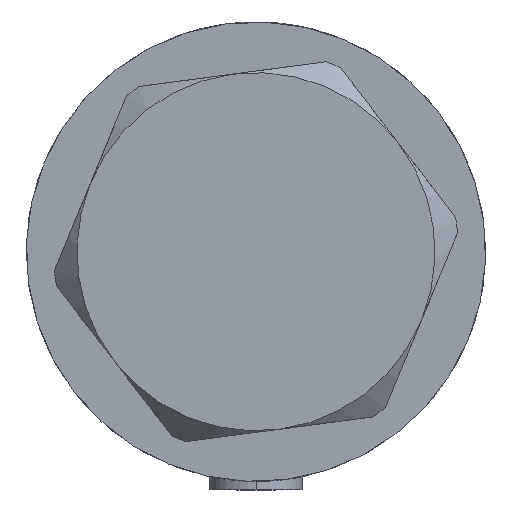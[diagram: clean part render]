
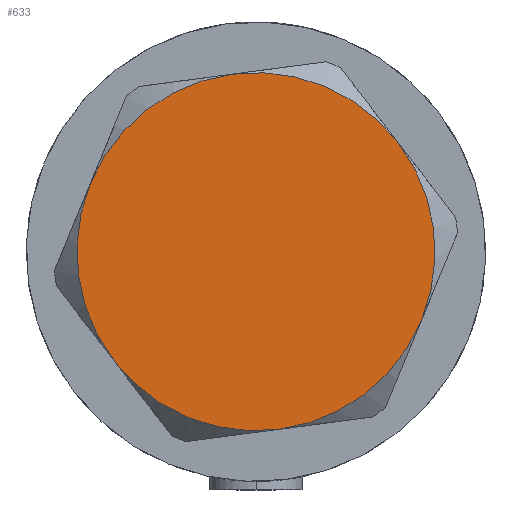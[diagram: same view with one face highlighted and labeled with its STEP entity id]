
A CAD part, left-side view. The second image highlights one B-rep face of the part: STEP entity #633.
In plain terms, the highlighted face is planar.
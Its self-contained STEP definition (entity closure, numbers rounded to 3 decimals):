
#47 = CARTESIAN_POINT ( 'NONE',  ( 0., 0., 13. ) ) ;
#96 = DIRECTION ( 'NONE',  ( 0., 0., 1. ) ) ;
#106 = VERTEX_POINT ( 'NONE', #590 ) ;
#124 = CARTESIAN_POINT ( 'NONE',  ( 11.5, -19.919, 13. ) ) ;
#201 = AXIS2_PLACEMENT_3D ( 'NONE', #1284, #2054, #2809 ) ;
#224 = DIRECTION ( 'NONE',  ( 1., 0., 0. ) ) ;
#308 = ORIENTED_EDGE ( 'NONE', *, *, #2291, .T. ) ;
#410 = CARTESIAN_POINT ( 'NONE',  ( 0., 0., 13. ) ) ;
#573 = CARTESIAN_POINT ( 'NONE',  ( 0., 0., 13. ) ) ;
#590 = CARTESIAN_POINT ( 'NONE',  ( 23., 0., 13. ) ) ;
#633 = ADVANCED_FACE ( 'NONE', ( #788 ), #2238, .T. ) ;
#682 = CARTESIAN_POINT ( 'NONE',  ( -23., 0., 13. ) ) ;
#747 = ORIENTED_EDGE ( 'NONE', *, *, #1459, .T. ) ;
#788 = FACE_OUTER_BOUND ( 'NONE', #4589, .T. ) ;
#858 = DIRECTION ( 'NONE',  ( 0., 0., 1. ) ) ;
#1284 = CARTESIAN_POINT ( 'NONE',  ( 0., 0., 13. ) ) ;
#1312 = CARTESIAN_POINT ( 'NONE',  ( 0., 0., 13. ) ) ;
#1459 = EDGE_CURVE ( 'NONE', #3628, #3119, #3580, .T. ) ;
#1493 = AXIS2_PLACEMENT_3D ( 'NONE', #573, #1651, #4264 ) ;
#1582 = AXIS2_PLACEMENT_3D ( 'NONE', #1714, #4306, #3196 ) ;
#1651 = DIRECTION ( 'NONE',  ( 0., 0., 1. ) ) ;
#1714 = CARTESIAN_POINT ( 'NONE',  ( 0., 0., 13. ) ) ;
#1743 = EDGE_CURVE ( 'NONE', #3119, #4044, #3118, .T. ) ;
#1750 = DIRECTION ( 'NONE',  ( 0., 0., 1. ) ) ;
#1787 = ORIENTED_EDGE ( 'NONE', *, *, #3055, .T. ) ;
#1873 = CARTESIAN_POINT ( 'NONE',  ( 0., 0., 13. ) ) ;
#1880 = CIRCLE ( 'NONE', #201, 23. ) ;
#1885 = CIRCLE ( 'NONE', #2978, 23. ) ;
#1992 = VERTEX_POINT ( 'NONE', #2472 ) ;
#2043 = CIRCLE ( 'NONE', #1582, 23. ) ;
#2054 = DIRECTION ( 'NONE',  ( 0., 0., 1. ) ) ;
#2193 = CIRCLE ( 'NONE', #2819, 23. ) ;
#2238 = PLANE ( 'NONE',  #4134 ) ;
#2261 = DIRECTION ( 'NONE',  ( 1., 0., 0. ) ) ;
#2291 = EDGE_CURVE ( 'NONE', #106, #3762, #1880, .T. ) ;
#2316 = DIRECTION ( 'NONE',  ( 1., 0., 0. ) ) ;
#2333 = DIRECTION ( 'NONE',  ( 1., 0., 0. ) ) ;
#2472 = CARTESIAN_POINT ( 'NONE',  ( -11.5, 19.919, 13. ) ) ;
#2541 = ORIENTED_EDGE ( 'NONE', *, *, #2731, .T. ) ;
#2731 = EDGE_CURVE ( 'NONE', #4044, #106, #2193, .T. ) ;
#2809 = DIRECTION ( 'NONE',  ( 1., 0., 0. ) ) ;
#2819 = AXIS2_PLACEMENT_3D ( 'NONE', #1312, #1750, #224 ) ;
#2978 = AXIS2_PLACEMENT_3D ( 'NONE', #1873, #96, #2316 ) ;
#3020 = ORIENTED_EDGE ( 'NONE', *, *, #1743, .T. ) ;
#3055 = EDGE_CURVE ( 'NONE', #3762, #1992, #2043, .T. ) ;
#3118 = CIRCLE ( 'NONE', #4289, 23. ) ;
#3119 = VERTEX_POINT ( 'NONE', #3940 ) ;
#3196 = DIRECTION ( 'NONE',  ( 1., 0., 0. ) ) ;
#3520 = ORIENTED_EDGE ( 'NONE', *, *, #4131, .T. ) ;
#3580 = CIRCLE ( 'NONE', #1493, 23. ) ;
#3628 = VERTEX_POINT ( 'NONE', #682 ) ;
#3745 = DIRECTION ( 'NONE',  ( 0., 0., 1. ) ) ;
#3762 = VERTEX_POINT ( 'NONE', #4515 ) ;
#3940 = CARTESIAN_POINT ( 'NONE',  ( -11.5, -19.919, 13. ) ) ;
#4044 = VERTEX_POINT ( 'NONE', #124 ) ;
#4131 = EDGE_CURVE ( 'NONE', #1992, #3628, #1885, .T. ) ;
#4134 = AXIS2_PLACEMENT_3D ( 'NONE', #410, #3745, #2261 ) ;
#4264 = DIRECTION ( 'NONE',  ( 1., 0., 0. ) ) ;
#4289 = AXIS2_PLACEMENT_3D ( 'NONE', #47, #858, #2333 ) ;
#4306 = DIRECTION ( 'NONE',  ( 0., 0., 1. ) ) ;
#4515 = CARTESIAN_POINT ( 'NONE',  ( 11.5, 19.919, 13. ) ) ;
#4589 = EDGE_LOOP ( 'NONE', ( #2541, #308, #1787, #3520, #747, #3020 ) ) ;
